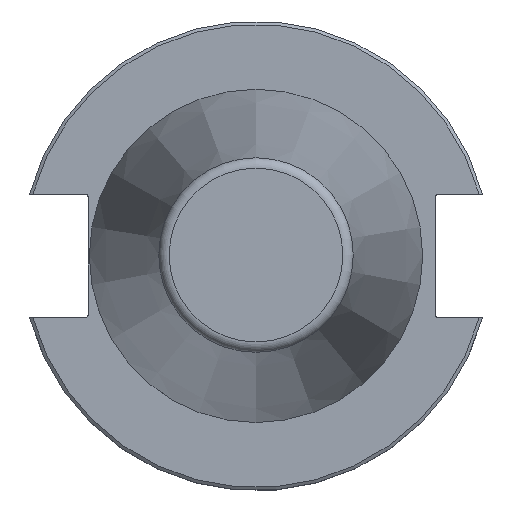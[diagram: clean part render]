
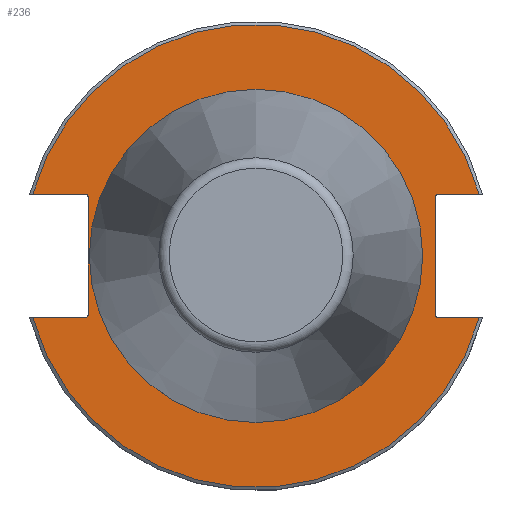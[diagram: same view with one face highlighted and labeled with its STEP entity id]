
A CAD part, top view. The second image highlights one B-rep face of the part: STEP entity #236.
In plain terms, the highlighted planar face has unit normal (0, 0, 1).
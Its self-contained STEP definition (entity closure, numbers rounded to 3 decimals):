
#102=FACE_BOUND('',#349,.T.);
#103=FACE_BOUND('',#350,.T.);
#146=LINE('',#1383,#191);
#147=LINE('',#1386,#192);
#148=LINE('',#1390,#193);
#149=LINE('',#1394,#194);
#150=LINE('',#1398,#195);
#151=LINE('',#1402,#196);
#152=LINE('',#1406,#197);
#153=LINE('',#1410,#198);
#191=VECTOR('',#1117,1.);
#192=VECTOR('',#1118,1.);
#193=VECTOR('',#1121,1.);
#194=VECTOR('',#1124,1.);
#195=VECTOR('',#1127,1.);
#196=VECTOR('',#1130,1.);
#197=VECTOR('',#1133,1.);
#198=VECTOR('',#1136,1.);
#236=ADVANCED_FACE('',(#102,#103),#290,.T.);
#290=PLANE('',#1002);
#349=EDGE_LOOP('',(#421,#422,#423,#424,#425,#426,#427,#428,#429,#430,#431,
#432,#433,#434));
#350=EDGE_LOOP('',(#435));
#421=ORIENTED_EDGE('',*,*,#778,.T.);
#422=ORIENTED_EDGE('',*,*,#779,.T.);
#423=ORIENTED_EDGE('',*,*,#780,.F.);
#424=ORIENTED_EDGE('',*,*,#781,.T.);
#425=ORIENTED_EDGE('',*,*,#782,.F.);
#426=ORIENTED_EDGE('',*,*,#783,.F.);
#427=ORIENTED_EDGE('',*,*,#784,.F.);
#428=ORIENTED_EDGE('',*,*,#785,.T.);
#429=ORIENTED_EDGE('',*,*,#786,.F.);
#430=ORIENTED_EDGE('',*,*,#787,.T.);
#431=ORIENTED_EDGE('',*,*,#788,.F.);
#432=ORIENTED_EDGE('',*,*,#789,.F.);
#433=ORIENTED_EDGE('',*,*,#790,.F.);
#434=ORIENTED_EDGE('',*,*,#791,.T.);
#435=ORIENTED_EDGE('',*,*,#792,.F.);
#685=VERTEX_POINT('',#1384);
#686=VERTEX_POINT('',#1385);
#687=VERTEX_POINT('',#1387);
#688=VERTEX_POINT('',#1389);
#689=VERTEX_POINT('',#1391);
#690=VERTEX_POINT('',#1393);
#691=VERTEX_POINT('',#1395);
#692=VERTEX_POINT('',#1397);
#693=VERTEX_POINT('',#1399);
#694=VERTEX_POINT('',#1401);
#695=VERTEX_POINT('',#1403);
#696=VERTEX_POINT('',#1405);
#697=VERTEX_POINT('',#1407);
#698=VERTEX_POINT('',#1409);
#699=VERTEX_POINT('',#1412);
#778=EDGE_CURVE('',#685,#686,#146,.T.);
#779=EDGE_CURVE('',#686,#687,#147,.T.);
#780=EDGE_CURVE('',#688,#687,#908,.T.);
#781=EDGE_CURVE('',#688,#689,#148,.T.);
#782=EDGE_CURVE('',#690,#689,#909,.T.);
#783=EDGE_CURVE('',#691,#690,#149,.T.);
#784=EDGE_CURVE('',#692,#691,#910,.T.);
#785=EDGE_CURVE('',#692,#693,#150,.T.);
#786=EDGE_CURVE('',#694,#693,#911,.T.);
#787=EDGE_CURVE('',#694,#695,#151,.T.);
#788=EDGE_CURVE('',#696,#695,#912,.T.);
#789=EDGE_CURVE('',#697,#696,#152,.T.);
#790=EDGE_CURVE('',#698,#697,#913,.T.);
#791=EDGE_CURVE('',#698,#685,#153,.T.);
#792=EDGE_CURVE('',#699,#699,#914,.T.);
#908=CIRCLE('',#995,0.75);
#909=CIRCLE('',#996,48.539);
#910=CIRCLE('',#997,0.75);
#911=CIRCLE('',#998,0.75);
#912=CIRCLE('',#999,48.539);
#913=CIRCLE('',#1000,0.75);
#914=CIRCLE('',#1001,34.925);
#995=AXIS2_PLACEMENT_3D('',#1388,#1119,#1120);
#996=AXIS2_PLACEMENT_3D('',#1392,#1122,#1123);
#997=AXIS2_PLACEMENT_3D('',#1396,#1125,#1126);
#998=AXIS2_PLACEMENT_3D('',#1400,#1128,#1129);
#999=AXIS2_PLACEMENT_3D('',#1404,#1131,#1132);
#1000=AXIS2_PLACEMENT_3D('',#1408,#1134,#1135);
#1001=AXIS2_PLACEMENT_3D('',#1411,#1137,#1138);
#1002=AXIS2_PLACEMENT_3D('',#1413,#1139,#1140);
#1117=DIRECTION('',(0.,-1.,0.));
#1118=DIRECTION('',(0.,-1.,0.));
#1119=DIRECTION('',(0.,0.,1.));
#1120=DIRECTION('',(0.,-1.,0.));
#1121=DIRECTION('',(-1.,0.,0.));
#1122=DIRECTION('',(0.,0.,-1.));
#1123=DIRECTION('',(0.964,-0.267,0.));
#1124=DIRECTION('',(1.,0.,0.));
#1125=DIRECTION('',(0.,0.,1.));
#1126=DIRECTION('',(-1.,0.,0.));
#1127=DIRECTION('',(0.,1.,0.));
#1128=DIRECTION('',(0.,0.,1.));
#1129=DIRECTION('',(0.,1.,0.));
#1130=DIRECTION('',(1.,0.,0.));
#1131=DIRECTION('',(0.,0.,-1.));
#1132=DIRECTION('',(0.,1.,0.));
#1133=DIRECTION('',(-1.,0.,0.));
#1134=DIRECTION('',(0.,0.,1.));
#1135=DIRECTION('',(1.,0.,0.));
#1136=DIRECTION('',(0.,-1.,0.));
#1137=DIRECTION('',(0.,0.,1.));
#1138=DIRECTION('',(1.,0.,0.));
#1139=DIRECTION('',(0.,0.,1.));
#1140=DIRECTION('',(0.,-1.,0.));
#1383=CARTESIAN_POINT('',(-35.12,0.,-3.2));
#1384=CARTESIAN_POINT('',(-35.12,6.547,-3.2));
#1385=CARTESIAN_POINT('',(-35.12,-6.547,-3.2));
#1386=CARTESIAN_POINT('',(-35.12,-6.547,-3.2));
#1387=CARTESIAN_POINT('',(-35.12,-12.205,-3.2));
#1388=CARTESIAN_POINT('',(-35.87,-12.205,-3.2));
#1389=CARTESIAN_POINT('',(-35.87,-12.955,-3.2));
#1390=CARTESIAN_POINT('',(-35.87,-12.955,-3.2));
#1391=CARTESIAN_POINT('',(-46.778,-12.955,-3.2));
#1392=CARTESIAN_POINT('',(0.,0.,-3.2));
#1393=CARTESIAN_POINT('',(46.778,-12.955,-3.2));
#1394=CARTESIAN_POINT('',(38.28,-12.955,-3.2));
#1395=CARTESIAN_POINT('',(38.28,-12.955,-3.2));
#1396=CARTESIAN_POINT('',(38.28,-12.205,-3.2));
#1397=CARTESIAN_POINT('',(37.53,-12.205,-3.2));
#1398=CARTESIAN_POINT('',(37.53,-12.205,-3.2));
#1399=CARTESIAN_POINT('',(37.53,12.205,-3.2));
#1400=CARTESIAN_POINT('',(38.28,12.205,-3.2));
#1401=CARTESIAN_POINT('',(38.28,12.955,-3.2));
#1402=CARTESIAN_POINT('',(38.28,12.955,-3.2));
#1403=CARTESIAN_POINT('',(46.778,12.955,-3.2));
#1404=CARTESIAN_POINT('',(0.,0.,-3.2));
#1405=CARTESIAN_POINT('',(-46.778,12.955,-3.2));
#1406=CARTESIAN_POINT('',(-35.87,12.955,-3.2));
#1407=CARTESIAN_POINT('',(-35.87,12.955,-3.2));
#1408=CARTESIAN_POINT('',(-35.87,12.205,-3.2));
#1409=CARTESIAN_POINT('',(-35.12,12.205,-3.2));
#1410=CARTESIAN_POINT('',(-35.12,12.205,-3.2));
#1411=CARTESIAN_POINT('',(0.,0.,-3.2));
#1412=CARTESIAN_POINT('',(34.925,0.,-3.2));
#1413=CARTESIAN_POINT('',(0.,0.,-3.2));
